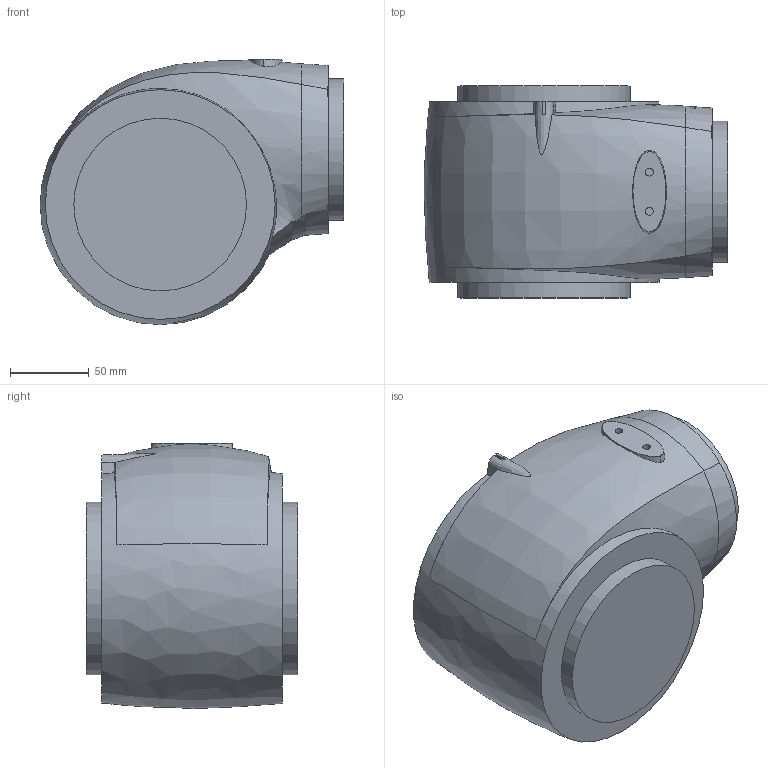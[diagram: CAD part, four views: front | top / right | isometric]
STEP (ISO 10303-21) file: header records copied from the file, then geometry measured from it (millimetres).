
FILE_DESCRIPTION(('FreeCAD Model'),'2;1');
FILE_NAME('kuka_joint_3.step','2020-10-31T05:48:55',( 'Author'),(''),'Open CASCADE STEP processor 7.3','FreeCAD','Unknown' );
FILE_SCHEMA(('AUTOMOTIVE_DESIGN { 1 0 10303 214 1 1 1 1 }'));
Length unit declared in the file: millimetre
Products named in the file (1): KR6_KR10_R900_sixx_21
Bounding box: 193.5 x 135 x 169 mm (x, y, z)
Volume: 2867121.5 mm3; surface area: 117259.7 mm2
Topology: 1 solids, 1 shells, 113 faces, 300 edges, 201 vertices
Faces by surface type: plane 75, bspline 31, cylinder 5, cone 2
Full cylindrical faces by diameter (mm): 5 x2, 90 x1, 110 x2
Entity records: 15302 total; most frequent: CARTESIAN_POINT 10025, DIRECTION 720, ORIENTED_EDGE 600, PCURVE 600, DEFINITIONAL_REPRESENTATION 600, LINE 424, VECTOR 424, B_SPLINE_CURVE_WITH_KNOTS 377
